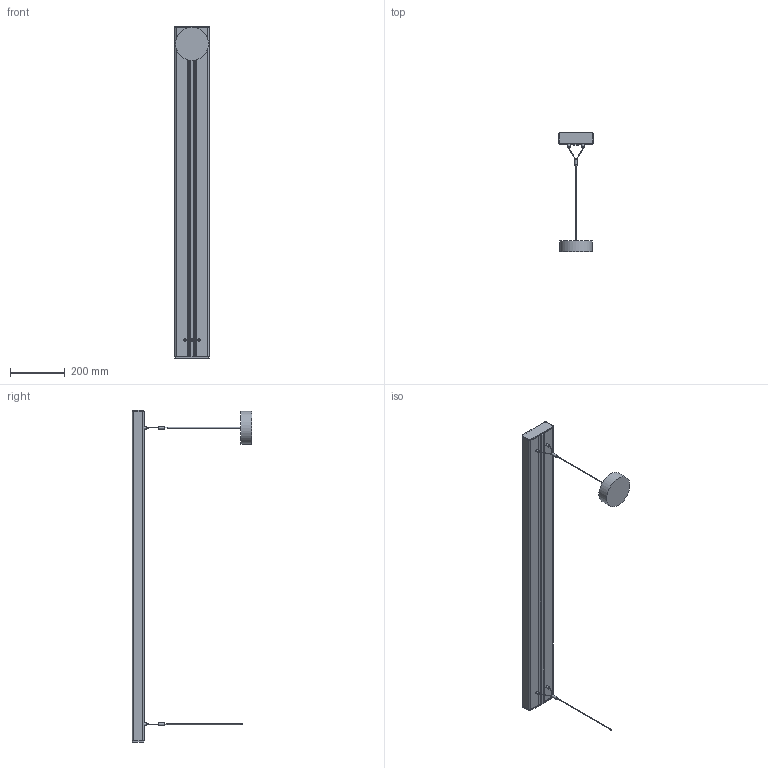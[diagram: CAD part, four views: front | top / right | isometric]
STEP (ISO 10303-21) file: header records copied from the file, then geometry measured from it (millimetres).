
FILE_DESCRIPTION (( 'STEP AP214' ), '1' );
FILE_NAME ('Linear IndiviLED INDIRECT 1200 G2.STEP', '2024-01-11T11:31:09', ( '' ), ( '' ), 'SwSTEP 2.0', 'SolidWorks 2022', '' );
FILE_SCHEMA (( 'AUTOMOTIVE_DESIGN' ));
Length unit declared in the file: millimetre
Products named in the file (1): Linear IndiviLED INDIRECT 1200 G2
Bounding box: 125 x 437 x 1210 mm (x, y, z)
Volume: 1448671.8 mm3; surface area: 1209234.6 mm2
Topology: 21 solids, 21 shells, 705 faces, 1815 edges, 1208 vertices
Faces by surface type: bspline 324, plane 262, torus 52, cylinder 47, cone 20
Full cylindrical faces by diameter (mm): 4 x2, 9 x6, 120 x1
Entity records: 84443 total; most frequent: CARTESIAN_POINT 62098, ORIENTED_EDGE 3512, EDGE_CURVE 1756, DIRECTION 1742, VERTEX_POINT 1200, B_SPLINE_CURVE_WITH_KNOTS 1012, EDGE_LOOP 896, FACE_OUTER_BOUND 754
